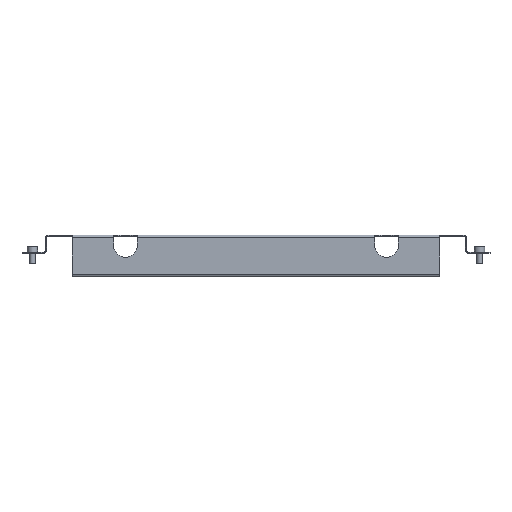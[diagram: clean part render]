
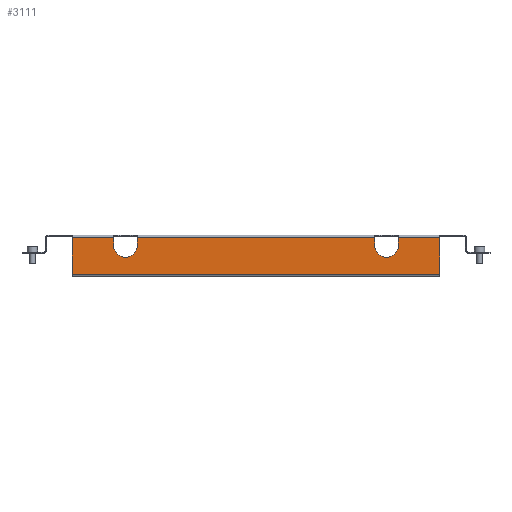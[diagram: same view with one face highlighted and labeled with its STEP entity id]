
A CAD part, front view. The second image highlights one B-rep face of the part: STEP entity #3111.
In plain terms, the highlighted planar face has unit normal (0, -1, 0).
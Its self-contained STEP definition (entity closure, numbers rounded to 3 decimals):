
#16 = EDGE_CURVE ( 'NONE', #2635, #3971, #2488, .T. ) ;
#68 = CARTESIAN_POINT ( 'NONE',  ( 119.5, -106.025, -2.05 ) ) ;
#103 = DIRECTION ( 'NONE',  ( 0., 0., 1. ) ) ;
#160 = DIRECTION ( 'NONE',  ( 1., 0., 0. ) ) ;
#184 = DIRECTION ( 'NONE',  ( 1., 0., 0. ) ) ;
#228 = VERTEX_POINT ( 'NONE', #3707 ) ;
#354 = CARTESIAN_POINT ( 'NONE',  ( 109.5, -106.025, -8.5 ) ) ;
#407 = CARTESIAN_POINT ( 'NONE',  ( -154., -106.025, 0. ) ) ;
#450 = EDGE_CURVE ( 'NONE', #810, #1798, #2540, .T. ) ;
#477 = EDGE_CURVE ( 'NONE', #620, #228, #4185, .T. ) ;
#495 = CARTESIAN_POINT ( 'NONE',  ( 154., -106.025, -2.05 ) ) ;
#510 = DIRECTION ( 'NONE',  ( 0., 1., 0. ) ) ;
#604 = CARTESIAN_POINT ( 'NONE',  ( -99.5, -106.025, -2.05 ) ) ;
#605 = ORIENTED_EDGE ( 'NONE', *, *, #3670, .T. ) ;
#620 = VERTEX_POINT ( 'NONE', #2852 ) ;
#628 = VECTOR ( 'NONE', #103, 1000. ) ;
#677 = EDGE_CURVE ( 'NONE', #3000, #1478, #4028, .T. ) ;
#763 = ORIENTED_EDGE ( 'NONE', *, *, #477, .T. ) ;
#768 = CARTESIAN_POINT ( 'NONE',  ( 154., -106.025, 0. ) ) ;
#791 = EDGE_CURVE ( 'NONE', #3358, #1347, #4318, .T. ) ;
#810 = VERTEX_POINT ( 'NONE', #2287 ) ;
#825 = CARTESIAN_POINT ( 'NONE',  ( -99.5, -106.025, -8.5 ) ) ;
#849 = CIRCLE ( 'NONE', #2238, 10. ) ;
#852 = PLANE ( 'NONE',  #2766 ) ;
#972 = ORIENTED_EDGE ( 'NONE', *, *, #677, .F. ) ;
#1041 = DIRECTION ( 'NONE',  ( 0., 0., -1. ) ) ;
#1126 = DIRECTION ( 'NONE',  ( 0., 0., -1. ) ) ;
#1136 = VECTOR ( 'NONE', #160, 1000. ) ;
#1171 = EDGE_CURVE ( 'NONE', #1445, #228, #1401, .T. ) ;
#1347 = VERTEX_POINT ( 'NONE', #3040 ) ;
#1353 = ORIENTED_EDGE ( 'NONE', *, *, #791, .T. ) ;
#1363 = CARTESIAN_POINT ( 'NONE',  ( -154., -106.025, -2.05 ) ) ;
#1401 = LINE ( 'NONE', #3871, #1136 ) ;
#1409 = ORIENTED_EDGE ( 'NONE', *, *, #3154, .F. ) ;
#1445 = VERTEX_POINT ( 'NONE', #1363 ) ;
#1478 = VERTEX_POINT ( 'NONE', #3719 ) ;
#1512 = CARTESIAN_POINT ( 'NONE',  ( 0., -106.025, 0. ) ) ;
#1519 = EDGE_LOOP ( 'NONE', ( #2025, #763, #1551, #2843, #4064, #605, #972, #3279, #3587, #1353, #1409, #2565 ) ) ;
#1538 = LINE ( 'NONE', #768, #628 ) ;
#1540 = EDGE_CURVE ( 'NONE', #1445, #810, #4204, .T. ) ;
#1551 = ORIENTED_EDGE ( 'NONE', *, *, #1171, .F. ) ;
#1675 = VERTEX_POINT ( 'NONE', #4205 ) ;
#1725 = VECTOR ( 'NONE', #3619, 1000. ) ;
#1754 = VECTOR ( 'NONE', #3743, 1000. ) ;
#1798 = VERTEX_POINT ( 'NONE', #2948 ) ;
#1814 = FACE_OUTER_BOUND ( 'NONE', #1519, .T. ) ;
#1866 = LINE ( 'NONE', #4077, #1754 ) ;
#1886 = DIRECTION ( 'NONE',  ( 1., 0., 0. ) ) ;
#2025 = ORIENTED_EDGE ( 'NONE', *, *, #4032, .F. ) ;
#2028 = CARTESIAN_POINT ( 'NONE',  ( 99.5, -106.025, -8.5 ) ) ;
#2051 = DIRECTION ( 'NONE',  ( 0., 0., 1. ) ) ;
#2238 = AXIS2_PLACEMENT_3D ( 'NONE', #354, #4094, #1041 ) ;
#2254 = CARTESIAN_POINT ( 'NONE',  ( 99.5, -106.025, -8.5 ) ) ;
#2275 = CIRCLE ( 'NONE', #2288, 10. ) ;
#2287 = CARTESIAN_POINT ( 'NONE',  ( -154., -106.025, -32.95 ) ) ;
#2288 = AXIS2_PLACEMENT_3D ( 'NONE', #2999, #3688, #2051 ) ;
#2333 = VECTOR ( 'NONE', #184, 1000. ) ;
#2376 = VECTOR ( 'NONE', #2819, 1000. ) ;
#2390 = DIRECTION ( 'NONE',  ( 1., 0., 0. ) ) ;
#2488 = LINE ( 'NONE', #825, #4036 ) ;
#2540 = LINE ( 'NONE', #3405, #3072 ) ;
#2565 = ORIENTED_EDGE ( 'NONE', *, *, #16, .F. ) ;
#2635 = VERTEX_POINT ( 'NONE', #3190 ) ;
#2645 = VECTOR ( 'NONE', #1886, 1000. ) ;
#2766 = AXIS2_PLACEMENT_3D ( 'NONE', #1512, #510, #4186 ) ;
#2819 = DIRECTION ( 'NONE',  ( 0., 0., 1. ) ) ;
#2843 = ORIENTED_EDGE ( 'NONE', *, *, #1540, .T. ) ;
#2852 = CARTESIAN_POINT ( 'NONE',  ( -119.5, -106.025, -8.5 ) ) ;
#2948 = CARTESIAN_POINT ( 'NONE',  ( 154., -106.025, -32.95 ) ) ;
#2999 = CARTESIAN_POINT ( 'NONE',  ( -109.5, -106.025, -8.5 ) ) ;
#3000 = VERTEX_POINT ( 'NONE', #68 ) ;
#3040 = CARTESIAN_POINT ( 'NONE',  ( 99.5, -106.025, -2.05 ) ) ;
#3072 = VECTOR ( 'NONE', #2390, 1000. ) ;
#3111 = ADVANCED_FACE ( 'NONE', ( #1814 ), #852, .F. ) ;
#3154 = EDGE_CURVE ( 'NONE', #3971, #1347, #3395, .T. ) ;
#3170 = DIRECTION ( 'NONE',  ( 0., 0., 1. ) ) ;
#3190 = CARTESIAN_POINT ( 'NONE',  ( -99.5, -106.025, -8.5 ) ) ;
#3279 = ORIENTED_EDGE ( 'NONE', *, *, #3511, .F. ) ;
#3358 = VERTEX_POINT ( 'NONE', #2028 ) ;
#3359 = VECTOR ( 'NONE', #1126, 1000. ) ;
#3395 = LINE ( 'NONE', #3567, #2333 ) ;
#3405 = CARTESIAN_POINT ( 'NONE',  ( -154., -106.025, -32.95 ) ) ;
#3463 = CARTESIAN_POINT ( 'NONE',  ( -119.5, -106.025, -8.5 ) ) ;
#3511 = EDGE_CURVE ( 'NONE', #1675, #3000, #1866, .T. ) ;
#3519 = EDGE_CURVE ( 'NONE', #3358, #1675, #849, .T. ) ;
#3567 = CARTESIAN_POINT ( 'NONE',  ( 154., -106.025, -2.05 ) ) ;
#3587 = ORIENTED_EDGE ( 'NONE', *, *, #3519, .F. ) ;
#3619 = DIRECTION ( 'NONE',  ( 0., 0., 1. ) ) ;
#3670 = EDGE_CURVE ( 'NONE', #1798, #1478, #1538, .T. ) ;
#3688 = DIRECTION ( 'NONE',  ( 0., -1., 0. ) ) ;
#3707 = CARTESIAN_POINT ( 'NONE',  ( -119.5, -106.025, -2.05 ) ) ;
#3719 = CARTESIAN_POINT ( 'NONE',  ( 154., -106.025, -2.05 ) ) ;
#3743 = DIRECTION ( 'NONE',  ( 0., 0., 1. ) ) ;
#3871 = CARTESIAN_POINT ( 'NONE',  ( 154., -106.025, -2.05 ) ) ;
#3971 = VERTEX_POINT ( 'NONE', #604 ) ;
#4028 = LINE ( 'NONE', #495, #2645 ) ;
#4032 = EDGE_CURVE ( 'NONE', #620, #2635, #2275, .T. ) ;
#4036 = VECTOR ( 'NONE', #3170, 1000. ) ;
#4064 = ORIENTED_EDGE ( 'NONE', *, *, #450, .T. ) ;
#4077 = CARTESIAN_POINT ( 'NONE',  ( 119.5, -106.025, -8.5 ) ) ;
#4094 = DIRECTION ( 'NONE',  ( 0., -1., 0. ) ) ;
#4185 = LINE ( 'NONE', #3463, #2376 ) ;
#4186 = DIRECTION ( 'NONE',  ( 0., 0., 1. ) ) ;
#4204 = LINE ( 'NONE', #407, #3359 ) ;
#4205 = CARTESIAN_POINT ( 'NONE',  ( 119.5, -106.025, -8.5 ) ) ;
#4318 = LINE ( 'NONE', #2254, #1725 ) ;
